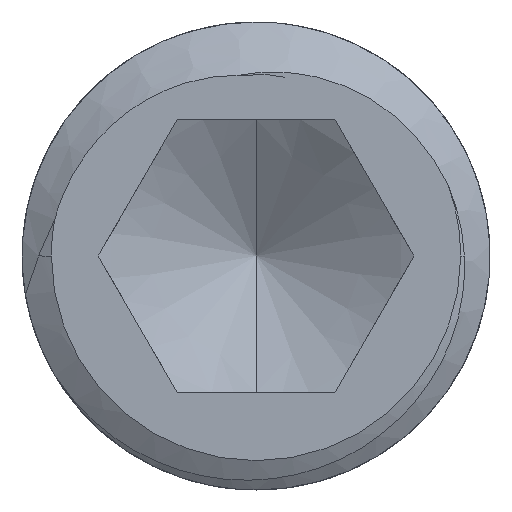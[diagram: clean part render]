
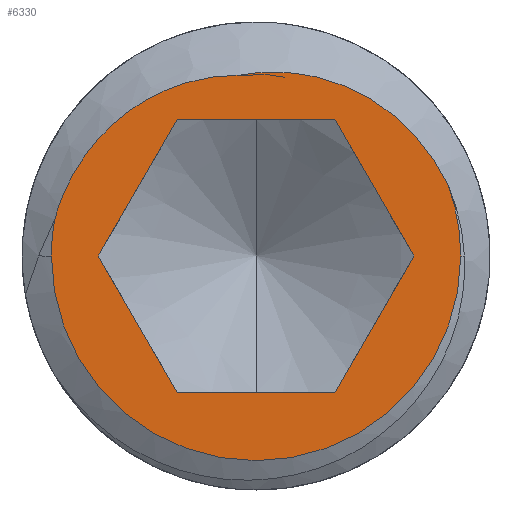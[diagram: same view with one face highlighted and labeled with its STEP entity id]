
A CAD part, left-side view. The second image highlights one B-rep face of the part: STEP entity #6330.
In plain terms, the highlighted planar face has unit normal (-1, 0, 0).
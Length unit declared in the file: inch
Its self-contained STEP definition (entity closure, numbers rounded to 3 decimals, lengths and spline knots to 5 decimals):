
#500 = CARTESIAN_POINT ( 'NONE',  ( 0., 0., 0. ) ) ;
#501 = DIRECTION ( 'NONE',  ( -1., 0., 0. ) ) ;
#502 = DIRECTION ( 'NONE',  ( 0., 0., 1. ) ) ;
#535 = CARTESIAN_POINT ( 'NONE',  ( 0., -0.15373, 0.05713 ) ) ;
#569 = LINE ( 'NONE', #570, #6755 ) ;
#570 = CARTESIAN_POINT ( 'NONE',  ( 0., 0.06322, -0.1095 ) ) ;
#571 = DIRECTION ( 'NONE',  ( 0., 1., 0. ) ) ;
#579 = CARTESIAN_POINT ( 'NONE',  ( 0., -0.15014, 0.06473 ) ) ;
#602 = LINE ( 'NONE', #620, #6792 ) ;
#604 = CARTESIAN_POINT ( 'NONE',  ( 0., -0.1459, 0.07215 ) ) ;
#605 = CARTESIAN_POINT ( 'NONE',  ( 0., -0.13637, 0.0861 ) ) ;
#606 = CARTESIAN_POINT ( 'NONE',  ( 0., -0.1311, 0.09264 ) ) ;
#607 = CARTESIAN_POINT ( 'NONE',  ( 0., -0.11959, 0.10484 ) ) ;
#608 = CARTESIAN_POINT ( 'NONE',  ( 0., -0.11332, 0.11053 ) ) ;
#609 = CARTESIAN_POINT ( 'NONE',  ( 0., -0.09986, 0.12087 ) ) ;
#610 = CARTESIAN_POINT ( 'NONE',  ( 0., -0.09279, 0.12544 ) ) ;
#611 = CARTESIAN_POINT ( 'NONE',  ( 0., -0.07062, 0.1373 ) ) ;
#612 = CARTESIAN_POINT ( 'NONE',  ( 0., -0.05428, 0.14286 ) ) ;
#613 = CARTESIAN_POINT ( 'NONE',  ( 0., -0.02116, 0.14821 ) ) ;
#614 = CARTESIAN_POINT ( 'NONE',  ( 0., -0.00396, 0.14805 ) ) ;
#615 = CARTESIAN_POINT ( 'NONE',  ( 0., 0.01278, 0.14492 ) ) ;
#620 = CARTESIAN_POINT ( 'NONE',  ( 0., -0.06322, 0.1095 ) ) ;
#653 = LINE ( 'NONE', #654, #6763 ) ;
#654 = CARTESIAN_POINT ( 'NONE',  ( 0., 0.12644, 0. ) ) ;
#655 = DIRECTION ( 'NONE',  ( 0., 0.5, 0.866 ) ) ;
#656 = LINE ( 'NONE', #657, #6734 ) ;
#657 = CARTESIAN_POINT ( 'NONE',  ( 0., -0.12644, 0. ) ) ;
#658 = DIRECTION ( 'NONE',  ( 0., -0.5, -0.866 ) ) ;
#659 = LINE ( 'NONE', #6707, #6749 ) ;
#661 = ORIENTED_EDGE ( 'NONE', *, *, #3902, .T. ) ;
#662 = ORIENTED_EDGE ( 'NONE', *, *, #3904, .T. ) ;
#664 = ORIENTED_EDGE ( 'NONE', *, *, #3895, .T. ) ;
#670 = ORIENTED_EDGE ( 'NONE', *, *, #3899, .T. ) ;
#674 = ORIENTED_EDGE ( 'NONE', *, *, #3911, .T. ) ;
#686 = ORIENTED_EDGE ( 'NONE', *, *, #3903, .T. ) ;
#687 = ORIENTED_EDGE ( 'NONE', *, *, #3905, .T. ) ;
#692 = ORIENTED_EDGE ( 'NONE', *, *, #3906, .T. ) ;
#700 = ORIENTED_EDGE ( 'NONE', *, *, #3892, .T. ) ;
#714 = ORIENTED_EDGE ( 'NONE', *, *, #3923, .T. ) ;
#715 = ORIENTED_EDGE ( 'NONE', *, *, #3867, .T. ) ;
#1022 = FACE_BOUND ( 'NONE', #6051, .T. ) ;
#1024 = DIRECTION ( 'NONE',  ( -1., 0., 0. ) ) ;
#1027 = CARTESIAN_POINT ( 'NONE',  ( 0., 0., 0. ) ) ;
#1029 = FACE_OUTER_BOUND ( 'NONE', #6064, .T. ) ;
#1030 = PLANE ( 'NONE',  #6819 ) ;
#1032 = DIRECTION ( 'NONE',  ( 0., 0., 1. ) ) ;
#2058 = DIRECTION ( 'NONE',  ( 0., -0.5, 0.866 ) ) ;
#2061 = CARTESIAN_POINT ( 'NONE',  ( 0., 0., 0. ) ) ;
#2062 = DIRECTION ( 'NONE',  ( -1., 0., 0. ) ) ;
#2063 = DIRECTION ( 'NONE',  ( 0., 0., 1. ) ) ;
#2064 = DIRECTION ( 'NONE',  ( 0., -1., 0. ) ) ;
#2128 = CARTESIAN_POINT ( 'NONE',  ( 0., 0., 0. ) ) ;
#2129 = DIRECTION ( 'NONE',  ( -1., 0., 0. ) ) ;
#2130 = DIRECTION ( 'NONE',  ( 0., 0., 1. ) ) ;
#2339 = CARTESIAN_POINT ( 'NONE',  ( 0., 0.02982, 0.14508 ) ) ;
#2357 = CARTESIAN_POINT ( 'NONE',  ( 0., 0.01278, 0.14492 ) ) ;
#2361 = CARTESIAN_POINT ( 'NONE',  ( 0., 0.04643, 0.14233 ) ) ;
#2362 = CARTESIAN_POINT ( 'NONE',  ( 0., 0.07856, 0.13113 ) ) ;
#2363 = CARTESIAN_POINT ( 'NONE',  ( 0., 0.09336, 0.12298 ) ) ;
#2364 = CARTESIAN_POINT ( 'NONE',  ( 0., 0.12005, 0.10196 ) ) ;
#2365 = CARTESIAN_POINT ( 'NONE',  ( 0., 0.13138, 0.08948 ) ) ;
#2366 = CARTESIAN_POINT ( 'NONE',  ( 0., 0.15002, 0.06106 ) ) ;
#2367 = CARTESIAN_POINT ( 'NONE',  ( 0., 0.1569, 0.04574 ) ) ;
#2368 = CARTESIAN_POINT ( 'NONE',  ( 0., 0.16136, 0.02932 ) ) ;
#3867 = EDGE_CURVE ( 'NONE', #6192, #6233, #6488, .T. ) ;
#3892 = EDGE_CURVE ( 'NONE', #6215, #6190, #6829, .T. ) ;
#3895 = EDGE_CURVE ( 'NONE', #6233, #6245, #569, .T. ) ;
#3899 = EDGE_CURVE ( 'NONE', #6231, #6207, #3974, .T. ) ;
#3902 = EDGE_CURVE ( 'NONE', #6245, #6170, #653, .T. ) ;
#3903 = EDGE_CURVE ( 'NONE', #6254, #6192, #656, .T. ) ;
#3904 = EDGE_CURVE ( 'NONE', #6170, #6208, #659, .T. ) ;
#3905 = EDGE_CURVE ( 'NONE', #6187, #6215, #6830, .T. ) ;
#3906 = EDGE_CURVE ( 'NONE', #6208, #6254, #602, .T. ) ;
#3911 = EDGE_CURVE ( 'NONE', #6190, #6231, #6776, .T. ) ;
#3923 = EDGE_CURVE ( 'NONE', #6207, #6187, #3999, .T. ) ;
#3974 = B_SPLINE_CURVE_WITH_KNOTS ( 'NONE', 3,
 ( #535, #579, #604, #605, #606, #607, #608, #609, #610, #611, #612, #613, #614, #615 ),
 .UNSPECIFIED., .F., .F.,
 ( 4, 2, 2, 2, 2, 2, 4 ),
 ( 0.00097, 0.00161, 0.00225, 0.00289, 0.00353, 0.0048, 0.00608 ),
 .UNSPECIFIED. ) ;
#3999 = B_SPLINE_CURVE_WITH_KNOTS ( 'NONE', 3,
 ( #2357, #2339, #2361, #2362, #2363, #2364, #2365, #2366, #2367, #2368 ),
 .UNSPECIFIED., .F., .F.,
 ( 4, 2, 2, 2, 4 ),
 ( 0., 0.00128, 0.00256, 0.00384, 0.00512 ),
 .UNSPECIFIED. ) ;
#4728 = CARTESIAN_POINT ( 'NONE',  ( 0., -0.12644, 0. ) ) ;
#4766 = CARTESIAN_POINT ( 'NONE',  ( 0., 0.12644, 0. ) ) ;
#4778 = CARTESIAN_POINT ( 'NONE',  ( 0., 0.06322, 0.1095 ) ) ;
#4780 = CARTESIAN_POINT ( 'NONE',  ( 0., 0.16136, 0.02932 ) ) ;
#4783 = CARTESIAN_POINT ( 'NONE',  ( 0., -0.164, 0. ) ) ;
#4798 = CARTESIAN_POINT ( 'NONE',  ( 0., 0.01278, 0.14492 ) ) ;
#4803 = CARTESIAN_POINT ( 'NONE',  ( 0., 0.164, 0. ) ) ;
#4810 = CARTESIAN_POINT ( 'NONE',  ( 0., 0.06322, -0.1095 ) ) ;
#4813 = CARTESIAN_POINT ( 'NONE',  ( 0., -0.15373, 0.05713 ) ) ;
#4815 = CARTESIAN_POINT ( 'NONE',  ( 0., -0.06322, -0.1095 ) ) ;
#4816 = CARTESIAN_POINT ( 'NONE',  ( 0., -0.06322, 0.1095 ) ) ;
#6051 = EDGE_LOOP ( 'NONE', ( #664, #661, #662, #692, #686, #715 ) ) ;
#6064 = EDGE_LOOP ( 'NONE', ( #670, #714, #687, #700, #674 ) ) ;
#6170 = VERTEX_POINT ( 'NONE', #4766 ) ;
#6187 = VERTEX_POINT ( 'NONE', #4780 ) ;
#6190 = VERTEX_POINT ( 'NONE', #4783 ) ;
#6192 = VERTEX_POINT ( 'NONE', #4728 ) ;
#6207 = VERTEX_POINT ( 'NONE', #4798 ) ;
#6208 = VERTEX_POINT ( 'NONE', #4778 ) ;
#6215 = VERTEX_POINT ( 'NONE', #4803 ) ;
#6231 = VERTEX_POINT ( 'NONE', #4813 ) ;
#6233 = VERTEX_POINT ( 'NONE', #4815 ) ;
#6245 = VERTEX_POINT ( 'NONE', #4810 ) ;
#6254 = VERTEX_POINT ( 'NONE', #4816 ) ;
#6330 = ADVANCED_FACE ( 'NONE', ( #1022, #1029 ), #1030, .T. ) ;
#6488 = LINE ( 'NONE', #6591, #6782 ) ;
#6578 = DIRECTION ( 'NONE',  ( 0., 0.5, -0.866 ) ) ;
#6591 = CARTESIAN_POINT ( 'NONE',  ( 0., -0.06322, -0.1095 ) ) ;
#6707 = CARTESIAN_POINT ( 'NONE',  ( 0., 0.06322, 0.1095 ) ) ;
#6734 = VECTOR ( 'NONE', #658, 39.37008 ) ;
#6749 = VECTOR ( 'NONE', #2058, 39.37008 ) ;
#6755 = VECTOR ( 'NONE', #571, 39.37008 ) ;
#6763 = VECTOR ( 'NONE', #655, 39.37008 ) ;
#6776 = CIRCLE ( 'NONE', #6787, 0.164 ) ;
#6782 = VECTOR ( 'NONE', #6578, 39.37008 ) ;
#6787 = AXIS2_PLACEMENT_3D ( 'NONE', #2128, #2129, #2130 ) ;
#6790 = AXIS2_PLACEMENT_3D ( 'NONE', #500, #501, #502 ) ;
#6792 = VECTOR ( 'NONE', #2064, 39.37008 ) ;
#6795 = AXIS2_PLACEMENT_3D ( 'NONE', #2061, #2062, #2063 ) ;
#6819 = AXIS2_PLACEMENT_3D ( 'NONE', #1027, #1024, #1032 ) ;
#6829 = CIRCLE ( 'NONE', #6790, 0.164 ) ;
#6830 = CIRCLE ( 'NONE', #6795, 0.164 ) ;
